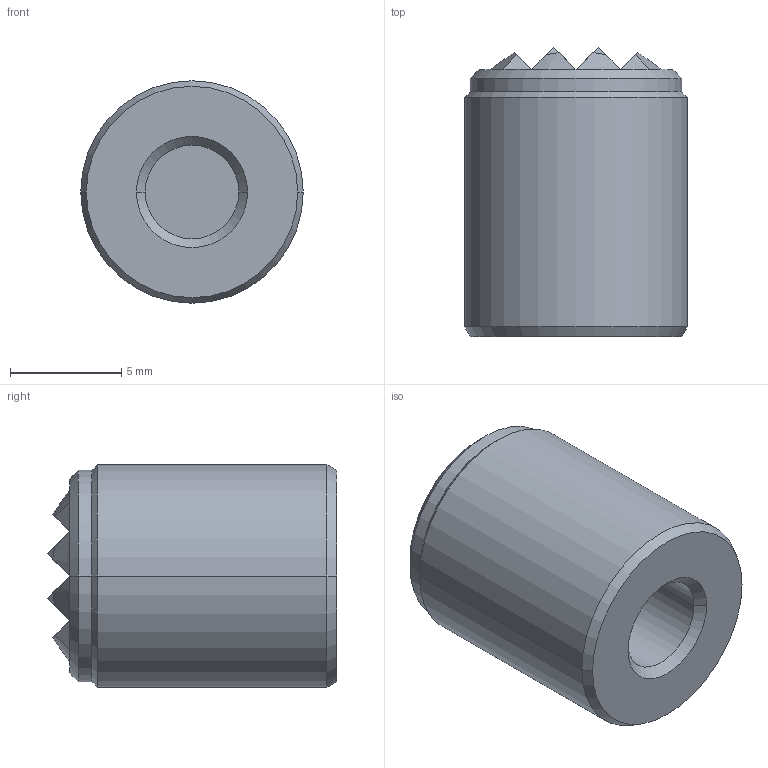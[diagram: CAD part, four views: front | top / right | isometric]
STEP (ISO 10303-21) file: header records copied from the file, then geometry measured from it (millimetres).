
FILE_DESCRIPTION(('STEP AP214'),'1');
FILE_NAME('HALDERN_EH_22620_0208.stp','2017-07-04T08:51:38',('TraceParts'),('TraceParts S.A.'),'Spatial InterOp 3D',' ',' ');
FILE_SCHEMA(('automotive_design'));
Length unit declared in the file: millimetre
Products named in the file (2): HALDERN_EH_22620_0208_1; HALDERN_EH_22620_0208_2
Bounding box: 10 x 13 x 10 mm (x, y, z)
Volume: 800.9 mm3; surface area: 889.7 mm2
Topology: 2 solids, 2 shells, 75 faces, 146 edges, 77 vertices
Faces by surface type: plane 49, cone 14, cylinder 12
Entity records: 2443 total; most frequent: CARTESIAN_POINT 348, DIRECTION 316, ORIENTED_EDGE 292, EDGE_CURVE 146, AXIS2_PLACEMENT_3D 117, LINE 82, VECTOR 82, EDGE_LOOP 79
